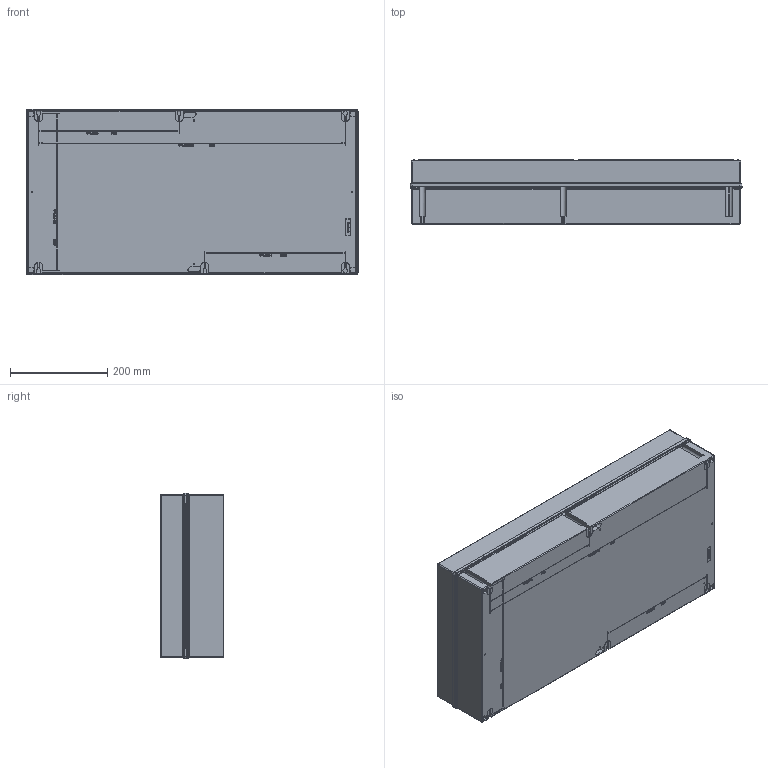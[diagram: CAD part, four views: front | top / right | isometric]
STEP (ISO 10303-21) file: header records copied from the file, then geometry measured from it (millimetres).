
FILE_DESCRIPTION (( 'STEP AP203' ), '1' );
FILE_NAME ('8146-_092.STEP', '2014-10-13T12:00:40', ( '' ), ( '' ), 'SwSTEP 2.0', 'SolidWorks 2014', '' );
FILE_SCHEMA (( 'CONFIG_CONTROL_DESIGN' ));
Length unit declared in the file: millimetre
Products named in the file (8): 8146-_092; 81_469_55_04_0_3d export; 81_469_43_05_0; 81_460_36_05_0_3d export; 509_642_0; 509_642_0_1_montiert
Assembly tree (12 placements, depth 3):
  8146-_092
    81_469_55_04_0_3d export
      81_469_55_04_0_3d export
    81_460_36_05_0_3d export
      81_469_43_05_0
    509_642_0  x6
      509_642_0
      509_642_0_1_montiert
Bounding box: 681.5 x 131.3 x 340.5 mm (x, y, z)
Volume: 2956100.6 mm3; surface area: 1567011.3 mm2
Topology: 14 solids, 14 shells, 2792 faces, 7171 edges, 4599 vertices
Faces by surface type: plane 1481, bspline 545, cylinder 515, cone 127, torus 108, sphere 16
Entity records: 108445 total; most frequent: CARTESIAN_POINT 48424, ORIENTED_EDGE 13330, DIRECTION 10279, EDGE_CURVE 6665, LINE 4295, VECTOR 4295, VERTEX_POINT 4289, AXIS2_PLACEMENT_3D 2992
